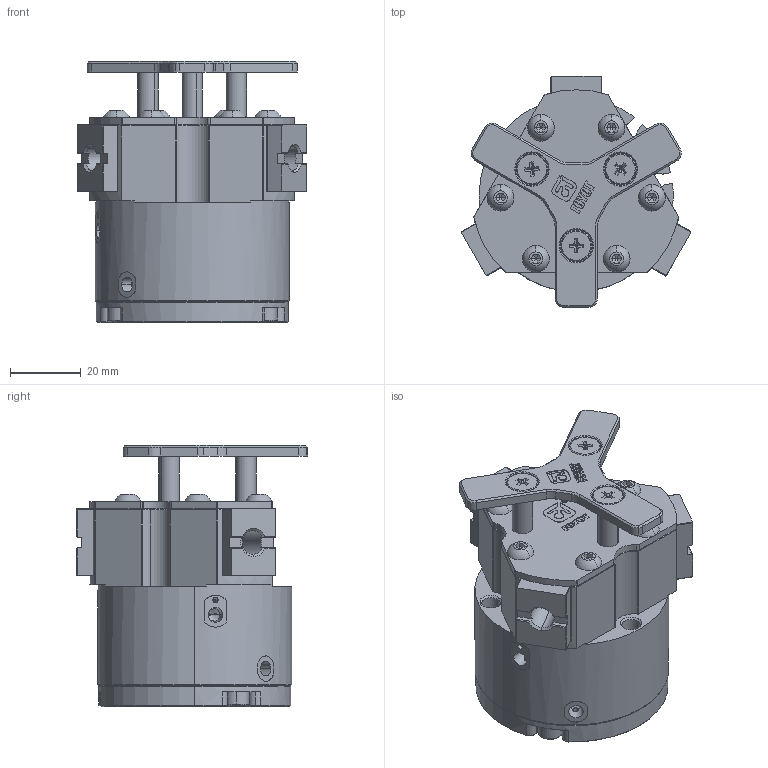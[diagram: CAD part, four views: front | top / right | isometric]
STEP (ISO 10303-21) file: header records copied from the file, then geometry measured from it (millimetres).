
FILE_DESCRIPTION (( 'STEP AP203' ), '1' );
FILE_NAME ('FY56N-D40-BTS.STEP', '2021-11-05T01:14:39', ( 'User' ), ( 'Microsoft' ), 'SwSTEP 2.0', 'SolidWorks 2015', '' );
FILE_SCHEMA (( 'CONFIG_CONTROL_DESIGN' ));
Length unit declared in the file: millimetre
Products named in the file (13): 迠蹋啣蹟隊40; hexagon socket head cap screws gb_GB_FASTENER_SCREWS_HSHCS M4X10-N; 全密封三爪壳体D40-矩形; 全密封三爪前盖D40-矩形; 喘謫粣杶; hexagon socket button head screws gb_GB_SOCKET_TYPE7 M4X8-N; 气道端面密封圈; 新款全密封三爪D40滑块-矩形; 气动三爪后盖改制40; FY56N-D40-BTS; 迠蹋啣-40-2; 卸料板导柱40-吴登芳; 迠蹋啣葩弇粟銅40
Assembly tree (30 placements, depth 2):
  FY56N-D40-BTS
    全密封三爪壳体D40-矩形
    喘謫粣杶  x3
    气道端面密封圈  x2
    气动三爪后盖改制40
    迠蹋啣-40-2
    卸料板导柱40-吴登芳  x3
    迠蹋啣葩弇粟銅40  x3
    迠蹋啣蹟隊40  x3
    hexagon socket head cap screws gb_GB_FASTENER_SCREWS_HSHCS M4X10-N  x3
    全密封三爪前盖D40-矩形
    hexagon socket button head screws gb_GB_SOCKET_TYPE7 M4X8-N  x6
    新款全密封三爪D40滑块-矩形  x3
Bounding box: 65.2 x 65.53 x 74 mm (x, y, z)
Volume: 90097.4 mm3; surface area: 55550.7 mm2
Topology: 30 solids, 30 shells, 1373 faces, 3352 edges, 2048 vertices
Faces by surface type: plane 597, cylinder 384, cone 272, torus 61, bspline 47, sphere 12
Entity records: 34480 total; most frequent: CARTESIAN_POINT 10013, DIRECTION 4852, ORIENTED_EDGE 4614, EDGE_CURVE 2307, AXIS2_PLACEMENT_3D 1774, VERTEX_POINT 1439, VECTOR 1304, LINE 1304
